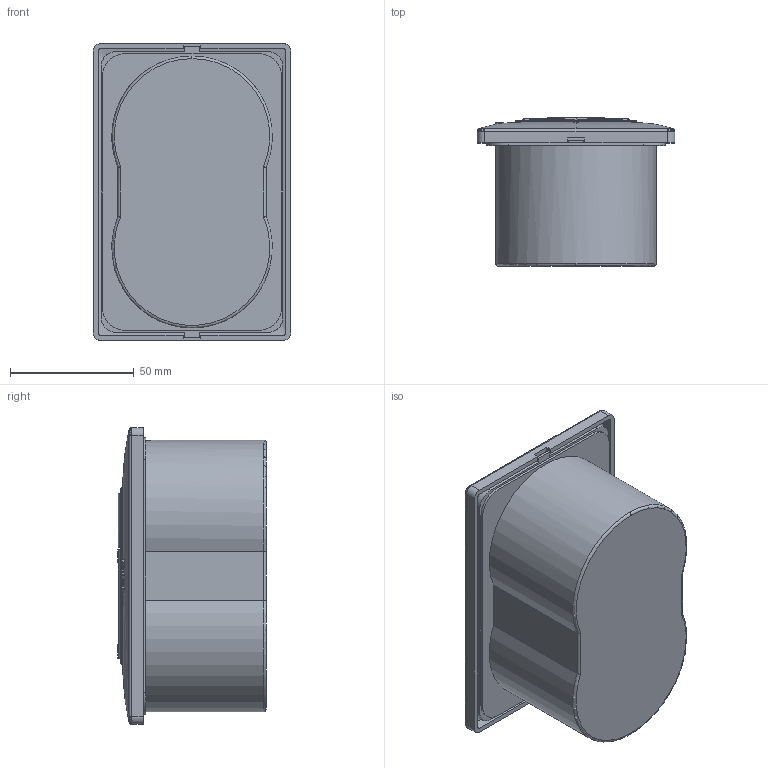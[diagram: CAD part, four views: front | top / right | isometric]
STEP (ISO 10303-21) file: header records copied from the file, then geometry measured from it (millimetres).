
FILE_DESCRIPTION (( 'STEP AP214' ), '1' );
FILE_NAME ('4BOX-WIFI-PLANA-20221015.STEP', '2022-10-15T08:24:37', ( '' ), ( '' ), 'SwSTEP 2.0', 'SolidWorks 2016', '' );
FILE_SCHEMA (( 'AUTOMOTIVE_DESIGN' ));
Length unit declared in the file: millimetre
Products named in the file (17): 4BOX-module-PLANA-20190704; 4BOX-PLANA三位边框; 4BOX-WIFI羲壽-PLANA-20221013; 4BOX-WIFI-PLANA-20221015; 4BOX-WIFI羲壽啊裝-20221015; 祥凄詩佪-20221014; 4BOX-WIFI羲壽欂啣-P-20221014; 4BOX-WIFI羲壽奻裔-P-20221014; 4BOX-WIFI羲壽菁釱-P-20221013; 4BOX-SWITCH+WIFI耀輸-20221013; PCB-A; 諉盄傷赽_a; 樟萇ん; 4BOX-WIFI羲壽腑欶-20221014; 意式三位安装盒-20221014; PCB-B; 4BOX-PLANA三位支架
Assembly tree (19 placements, depth 4):
  4BOX-WIFI-PLANA-20221015
    4BOX-PLANA三位支架
    4BOX-PLANA三位边框
    4BOX-module-PLANA-20190704
    意式三位安装盒-20221014
    4BOX-WIFI羲壽-PLANA-20221013
      4BOX-SWITCH+WIFI耀輸-20221013
        PCB-A
        PCB-B
        諉盄傷赽_a
        樟萇ん  x2
      4BOX-WIFI羲壽菁釱-P-20221013
      4BOX-WIFI羲壽奻裔-P-20221014
      4BOX-WIFI羲壽啊裝-20221015
      4BOX-WIFI羲壽欂啣-P-20221014
      4BOX-WIFI羲壽腑欶-20221014
      祥凄詩佪-20221014  x3
Bounding box: 80 x 60.1 x 120 mm (x, y, z)
Volume: 122195.8 mm3; surface area: 124172.5 mm2
Topology: 17 solids, 17 shells, 2957 faces, 8274 edges, 5406 vertices
Faces by surface type: plane 2214, cylinder 460, bspline 242, cone 26, torus 15
Entity records: 101402 total; most frequent: CARTESIAN_POINT 27795, ORIENTED_EDGE 15898, DIRECTION 13236, EDGE_CURVE 7949, VECTOR 6286, LINE 6286, VERTEX_POINT 5214, AXIS2_PLACEMENT_3D 3475
